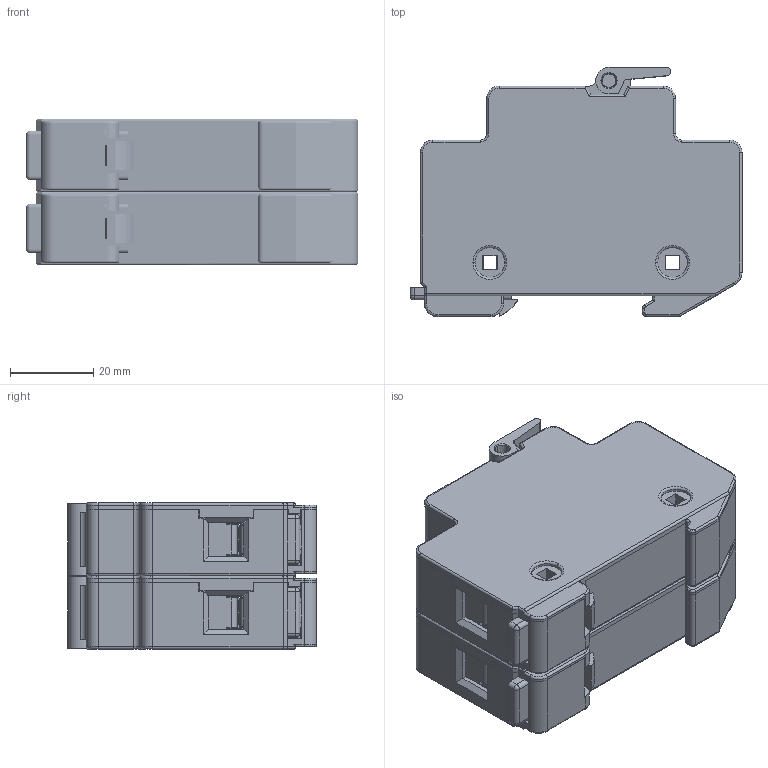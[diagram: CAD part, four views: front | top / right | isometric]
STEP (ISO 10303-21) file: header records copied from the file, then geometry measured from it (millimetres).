
FILE_DESCRIPTION (( 'STEP AP214' ), '1' );
FILE_NAME ('700436.STEP', '2024-10-23T14:36:31', ( '' ), ( '' ), 'SwSTEP 2.0', 'SolidWorks 2021', '' );
FILE_SCHEMA (( 'AUTOMOTIVE_DESIGN' ));
Length unit declared in the file: inch
Products named in the file (14): MR8.017.000.1__4 ______________A8__RT18M-32^USCC2I_700436; ^USCC2I_700436; MR8.566.738 RT18M-32(X) ____^_USCC2I_700436; MR8.574.006 RT18M-32(X) ______^_USCC2I_700436; 700436; MR8.156.627 RT18M-32(X)____^_USCC2I_700436; MR8.906.045 RT18M-32(X) ____^_USCC2I_700436; ____(__)^USCC2I_700436; 12. USCC______SLDPRT^USCC2I_700436; MR8.289.611 RT18M-32(X) ______^_USCC2I_700436; ____(__)-0^USCC2I_700436; USCC2I^700436; MR8.140.626 USM ____^USCC2I_700436; MR8.401.607.1~4 RT18M-32(X) ______^USCC2I_700436
Assembly tree (15 placements, depth 4):
  700436
    USCC2I^700436  x2
      ^USCC2I_700436
        MR8.566.738 RT18M-32(X) ____^_USCC2I_700436
        MR8.156.627 RT18M-32(X)____^_USCC2I_700436
        MR8.574.006 RT18M-32(X) ______^_USCC2I_700436
        MR8.906.045 RT18M-32(X) ____^_USCC2I_700436
        MR8.289.611 RT18M-32(X) ______^_USCC2I_700436
      ____(__)^USCC2I_700436
      ____(__)-0^USCC2I_700436
      12. USCC______SLDPRT^USCC2I_700436
      MR8.140.626 USM ____^USCC2I_700436
      MR8.401.607.1~4 RT18M-32(X) ______^USCC2I_700436
      MR8.017.000.1__4 ______________A8__RT18M-32^USCC2I_700436
Bounding box: 80 x 60 x 35.2 mm (x, y, z)
Volume: 55316.3 mm3; surface area: 86156.6 mm2
Topology: 48 solids, 48 shells, 5768 faces, 15328 edges, 9820 vertices
Faces by surface type: plane 3528, cylinder 1060, bspline 748, torus 192, sphere 128, cone 112
Entity records: 88403 total; most frequent: CARTESIAN_POINT 30796, ORIENTED_EDGE 12552, DIRECTION 10690, EDGE_CURVE 6276, VECTOR 4616, LINE 4616, VERTEX_POINT 4060, AXIS2_PLACEMENT_3D 3037
